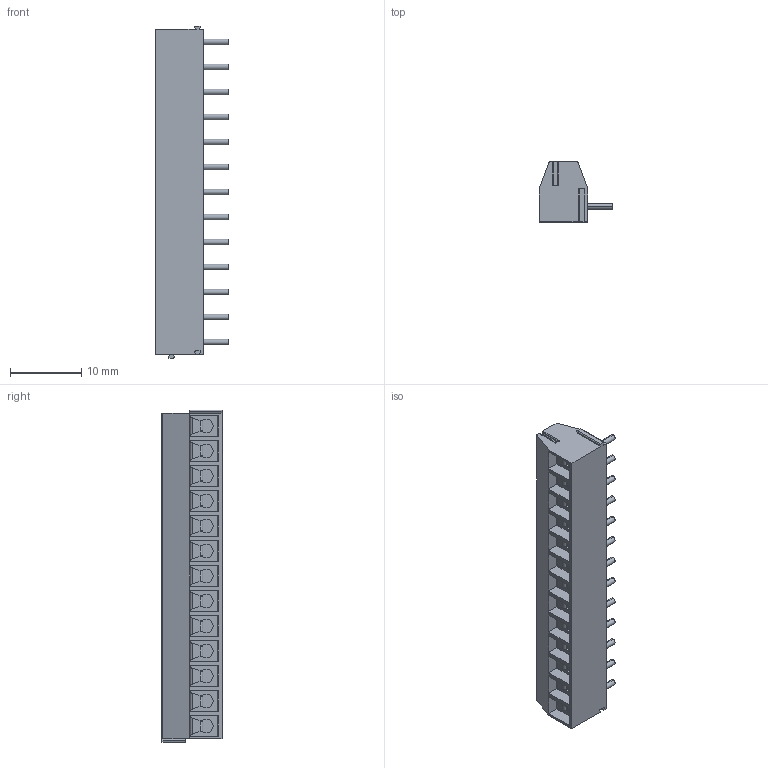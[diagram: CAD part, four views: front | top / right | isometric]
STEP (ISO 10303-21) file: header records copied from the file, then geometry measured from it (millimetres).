
FILE_DESCRIPTION((''),'2;1');
FILE_NAME('TL001R','2024-10-31T',('yanfa'),(''),'PRO/ENGINEER BY PARAMETRIC TECHNOLOGY CORPORATION, 2009280','PRO/ENGINEER BY PARAMETRIC TECHNOLOGY CORPORATION, 2009280','');
FILE_SCHEMA(('AUTOMOTIVE_DESIGN_CC2 { 1 2 10303 214 -1 1 5 2 }'));
Length unit declared in the file: millimetre
Products named in the file (1): TL001R
Bounding box: 10.3 x 8.4 x 46.46 mm (x, y, z)
Volume: 2047.9 mm3; surface area: 2121.4 mm2
Topology: 1 solids, 1 shells, 571 faces, 1577 edges, 1034 vertices
Faces by surface type: plane 349, cylinder 196, torus 26
Entity records: 18721 total; most frequent: CARTESIAN_POINT 4120, ORIENTED_EDGE 3154, DIRECTION 2903, EDGE_CURVE 1577, VERTEX_POINT 1034, VECTOR 977, LINE 977, AXIS2_PLACEMENT_3D 963
